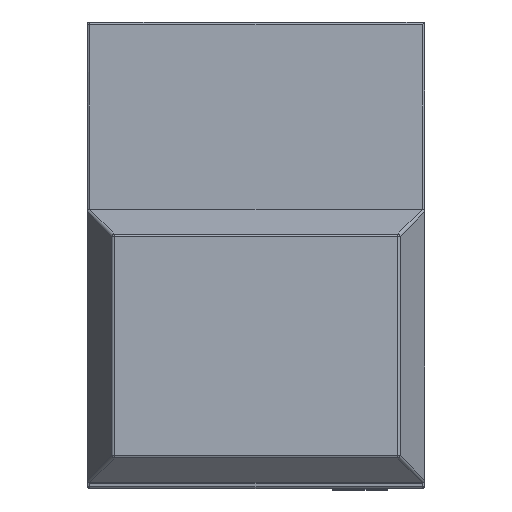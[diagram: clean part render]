
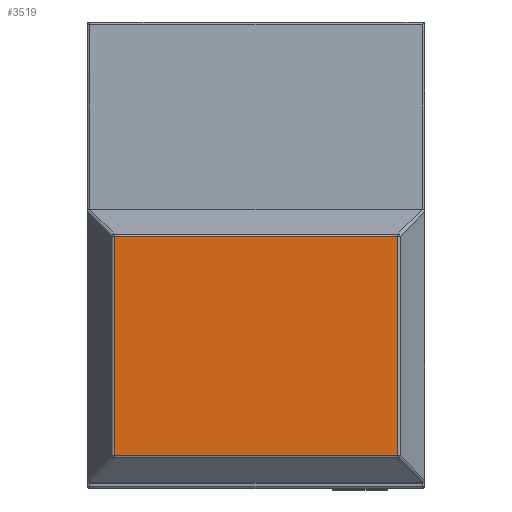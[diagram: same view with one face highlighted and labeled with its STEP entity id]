
A CAD part, top view. The second image highlights one B-rep face of the part: STEP entity #3519.
In plain terms, the highlighted planar face has unit normal (0, 0, 1).
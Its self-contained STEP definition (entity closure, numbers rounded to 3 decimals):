
#406=FACE_OUTER_BOUND('',#623,.T.);
#623=EDGE_LOOP('',(#3068,#3069,#3070,#3071));
#982=LINE('',#5828,#1367);
#986=LINE('',#5841,#1371);
#988=LINE('',#5844,#1373);
#990=LINE('',#5847,#1375);
#1367=VECTOR('',#4775,10.);
#1371=VECTOR('',#4791,10.);
#1373=VECTOR('',#4795,10.);
#1375=VECTOR('',#4799,10.);
#1680=VERTEX_POINT('',#5787);
#1688=VERTEX_POINT('',#5808);
#1691=VERTEX_POINT('',#5818);
#1694=VERTEX_POINT('',#5831);
#2151=EDGE_CURVE('',#1680,#1691,#982,.T.);
#2158=EDGE_CURVE('',#1691,#1694,#986,.T.);
#2160=EDGE_CURVE('',#1694,#1688,#988,.T.);
#2162=EDGE_CURVE('',#1688,#1680,#990,.T.);
#3068=ORIENTED_EDGE('',*,*,#2151,.F.);
#3069=ORIENTED_EDGE('',*,*,#2162,.F.);
#3070=ORIENTED_EDGE('',*,*,#2160,.F.);
#3071=ORIENTED_EDGE('',*,*,#2158,.F.);
#3303=PLANE('',#3862);
#3519=ADVANCED_FACE('',(#406),#3303,.T.);
#3862=AXIS2_PLACEMENT_3D('',#5862,#4817,#4818);
#4775=DIRECTION('',(-1.,0.,0.));
#4791=DIRECTION('',(0.,1.,0.));
#4795=DIRECTION('',(1.,0.,0.));
#4799=DIRECTION('',(0.,-1.,0.));
#4817=DIRECTION('center_axis',(0.,0.,1.));
#4818=DIRECTION('ref_axis',(-1.,0.,0.));
#5787=CARTESIAN_POINT('',(5.179,-7.304,13.12));
#5808=CARTESIAN_POINT('',(5.179,0.704,13.12));
#5818=CARTESIAN_POINT('',(-5.179,-7.304,13.12));
#5828=CARTESIAN_POINT('',(3.088,-7.304,13.12));
#5831=CARTESIAN_POINT('',(-5.179,0.704,13.12));
#5841=CARTESIAN_POINT('',(-5.179,-5.8,13.12));
#5844=CARTESIAN_POINT('',(-3.088,0.704,13.12));
#5847=CARTESIAN_POINT('',(5.179,-0.8,13.12));
#5862=CARTESIAN_POINT('Origin',(0.,-3.3,
13.12));
